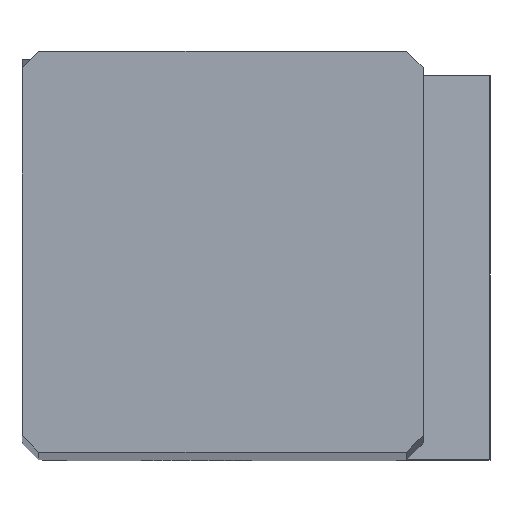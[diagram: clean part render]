
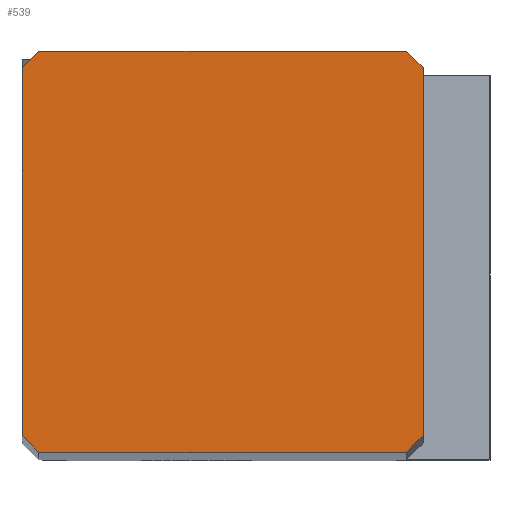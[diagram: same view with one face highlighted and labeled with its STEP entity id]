
A CAD part, top view. The second image highlights one B-rep face of the part: STEP entity #539.
In plain terms, the highlighted planar face has unit normal (0, 0, 1).
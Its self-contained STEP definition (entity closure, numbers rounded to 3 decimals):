
#467=FACE_OUTER_BOUND('',#658,.T.);
#539=ADVANCED_FACE('',(#467),#603,.T.);
#603=PLANE('',#1988);
#658=EDGE_LOOP('',(#822,#823,#824,#825,#826,#827,#828,#829));
#822=ORIENTED_EDGE('',*,*,#1307,.T.);
#823=ORIENTED_EDGE('',*,*,#1308,.F.);
#824=ORIENTED_EDGE('',*,*,#1309,.F.);
#825=ORIENTED_EDGE('',*,*,#1310,.F.);
#826=ORIENTED_EDGE('',*,*,#1306,.T.);
#827=ORIENTED_EDGE('',*,*,#1296,.F.);
#828=ORIENTED_EDGE('',*,*,#1292,.F.);
#829=ORIENTED_EDGE('',*,*,#1311,.F.);
#1146=VERTEX_POINT('',#2652);
#1147=VERTEX_POINT('',#2654);
#1150=VERTEX_POINT('',#2662);
#1157=VERTEX_POINT('',#2680);
#1158=VERTEX_POINT('',#2684);
#1159=VERTEX_POINT('',#2685);
#1160=VERTEX_POINT('',#2687);
#1161=VERTEX_POINT('',#2689);
#1292=EDGE_CURVE('',#1146,#1147,#1604,.T.);
#1296=EDGE_CURVE('',#1147,#1150,#1606,.T.);
#1306=EDGE_CURVE('',#1157,#1150,#1616,.T.);
#1307=EDGE_CURVE('',#1158,#1159,#1617,.T.);
#1308=EDGE_CURVE('',#1160,#1159,#1618,.T.);
#1309=EDGE_CURVE('',#1161,#1160,#1619,.T.);
#1310=EDGE_CURVE('',#1157,#1161,#1620,.T.);
#1311=EDGE_CURVE('',#1158,#1146,#1621,.T.);
#1604=LINE('',#2653,#1725);
#1606=LINE('',#2661,#1727);
#1616=LINE('',#2681,#1737);
#1617=LINE('',#2683,#1738);
#1618=LINE('',#2686,#1739);
#1619=LINE('',#2688,#1740);
#1620=LINE('',#2690,#1741);
#1621=LINE('',#2691,#1742);
#1725=VECTOR('',#2227,1.);
#1727=VECTOR('',#2235,1.);
#1737=VECTOR('',#2249,1.);
#1738=VECTOR('',#2252,1.);
#1739=VECTOR('',#2253,1.);
#1740=VECTOR('',#2254,1.);
#1741=VECTOR('',#2255,1.);
#1742=VECTOR('',#2256,1.);
#1988=AXIS2_PLACEMENT_3D('',#2692,#2257,#2258);
#2227=DIRECTION('',(-1.,0.,0.));
#2235=DIRECTION('',(-0.707,0.707,0.));
#2249=DIRECTION('',(0.,-1.,0.));
#2252=DIRECTION('',(0.,1.,0.));
#2253=DIRECTION('',(0.707,-0.707,0.));
#2254=DIRECTION('',(1.,0.,0.));
#2255=DIRECTION('',(0.707,0.707,0.));
#2256=DIRECTION('',(-0.707,-0.707,0.));
#2257=DIRECTION('',(0.,0.,1.));
#2258=DIRECTION('',(1.,0.,0.));
#2652=CARTESIAN_POINT('',(-0.5,0.,0.));
#2653=CARTESIAN_POINT('',(-0.5,0.,0.));
#2654=CARTESIAN_POINT('',(-11.5,0.,0.));
#2661=CARTESIAN_POINT('',(-11.5,0.,0.));
#2662=CARTESIAN_POINT('',(-12.,0.5,0.));
#2680=CARTESIAN_POINT('',(-12.,11.5,0.));
#2681=CARTESIAN_POINT('',(-12.,11.5,0.));
#2683=CARTESIAN_POINT('',(0.,0.5,0.));
#2684=CARTESIAN_POINT('',(0.,0.5,0.));
#2685=CARTESIAN_POINT('',(0.,11.5,0.));
#2686=CARTESIAN_POINT('',(-0.5,12.,0.));
#2687=CARTESIAN_POINT('',(-0.5,12.,0.));
#2688=CARTESIAN_POINT('',(-11.5,12.,0.));
#2689=CARTESIAN_POINT('',(-11.5,12.,0.));
#2690=CARTESIAN_POINT('',(-12.,11.5,0.));
#2691=CARTESIAN_POINT('',(0.,0.5,0.));
#2692=CARTESIAN_POINT('',(-6.,6.,0.));
